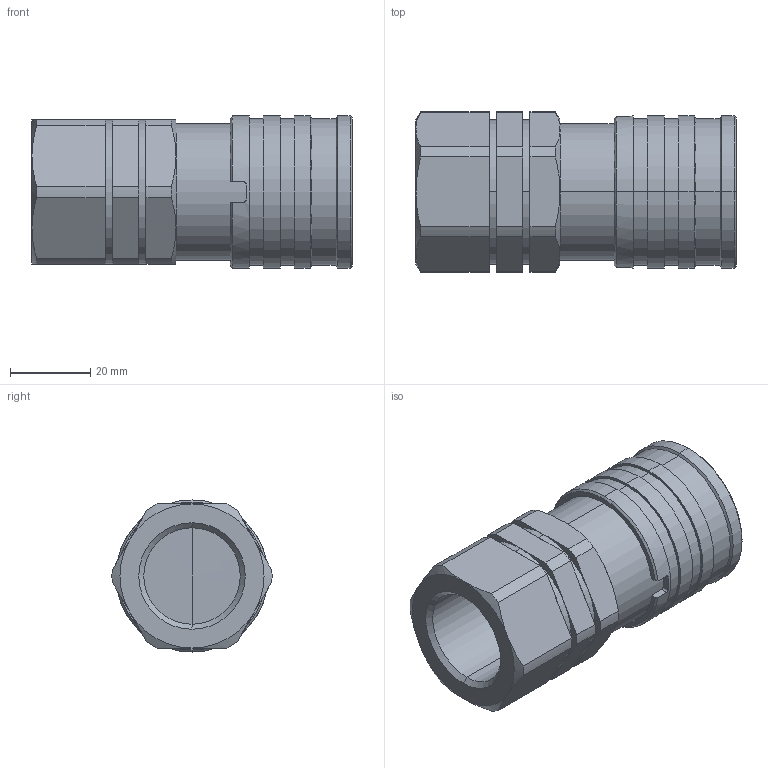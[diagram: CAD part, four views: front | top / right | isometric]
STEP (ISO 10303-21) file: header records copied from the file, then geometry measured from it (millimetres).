
FILE_DESCRIPTION (( 'STEP AP214' ), '1' );
FILE_NAME ('IF5010-75RV.STEP', '2014-05-27T08:56:42', ( 'admin' ), ( 'Microsoft' ), 'SwSTEP 2.0', 'SolidWorks 2009', '' );
FILE_SCHEMA (( 'AUTOMOTIVE_DESIGN' ));
Length unit declared in the file: millimetre
Products named in the file (1): IF5010-75RV
Bounding box: 80 x 39.99 x 38 mm (x, y, z)
Volume: 76658.6 mm3; surface area: 15730.5 mm2
Topology: 1 solids, 1 shells, 171 faces, 391 edges, 232 vertices
Faces by surface type: cylinder 63, plane 62, cone 37, torus 7, bspline 2
Entity records: 5050 total; most frequent: CARTESIAN_POINT 1155, DIRECTION 859, ORIENTED_EDGE 778, EDGE_CURVE 389, AXIS2_PLACEMENT_3D 346, VERTEX_POINT 232, EDGE_LOOP 183, CIRCLE 176
